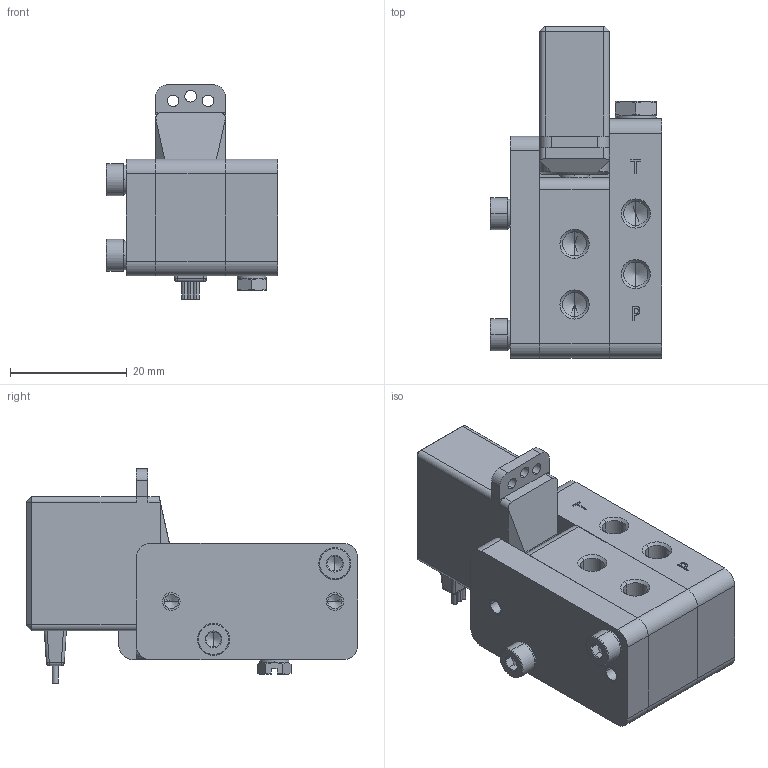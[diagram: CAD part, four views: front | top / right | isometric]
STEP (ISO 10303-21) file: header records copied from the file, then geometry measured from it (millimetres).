
FILE_DESCRIPTION(/* description */ ('VariCAD 2023-2.08 AP-203'),/* implementation_level */ '2;1');
FILE_NAME(/* name */ 'G4_3D_Bauraum_1-fach_Ventil_Braeker-Hydraulik.stp',/* time_stamp */ '2023-11-14T11:15:26+01:00',/* author */ (''),/* organization */ (''),/* preprocessor_version */ 'VariCAD 2023-2.08',/* originating_system */ 'VariCAD 2023-2.08; kernel version (20180118)',/* authorisation */ '');
FILE_SCHEMA(('CONFIG_CONTROL_DESIGN'));
Length unit declared in the file: millimetre
Products named in the file (11): G4_3D_Bauraum_1-fach_Ventil_Braeker-Hydraulik; Stopfen; Servo; Schiebergehäuse 4-3; Anschlussgehäuse; Endgehäuse; Zylinderkopfschraube; Dichtscheibe
Assembly tree (10 placements, depth 2):
  G4_3D_Bauraum_1-fach_Ventil_Braeker-Hydraulik
    Stopfen
    Stopfen
    Servo
    Schiebergehäuse 4-3
    Anschlussgehäuse
    Endgehäuse
    Zylinderkopfschraube
    Zylinderkopfschraube
    Dichtscheibe
    Dichtscheibe
Bounding box: 29.5 x 56.9 x 36.75 mm (x, y, z)
Volume: 25946.8 mm3; surface area: 12320 mm2
Topology: 18 solids, 18 shells, 471 faces, 1115 edges, 681 vertices
Faces by surface type: cylinder 186, plane 182, cone 93, sphere 4, torus 4, extrusion 2
Entity records: 14254 total; most frequent: CARTESIAN_POINT 2909, DIRECTION 2379, ORIENTED_EDGE 2138, EDGE_CURVE 1069, AXIS2_PLACEMENT_3D 914, VERTEX_POINT 675, VECTOR 551, LINE 549
